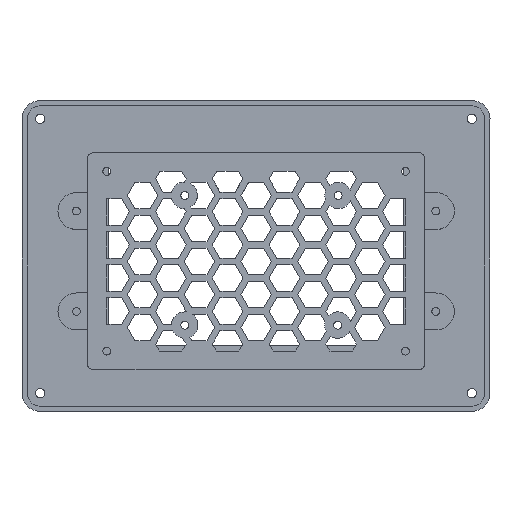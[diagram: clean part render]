
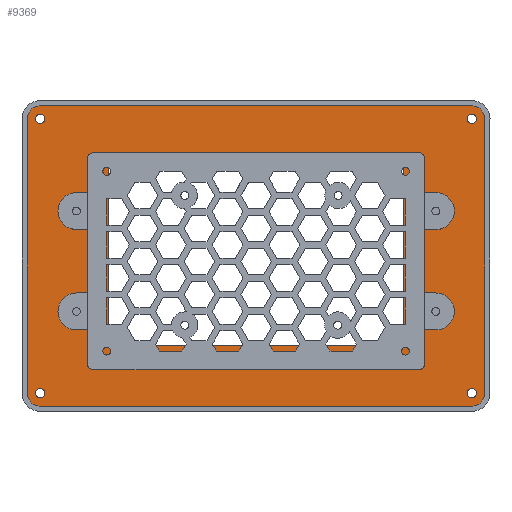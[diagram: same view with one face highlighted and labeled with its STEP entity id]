
A CAD part, top view. The second image highlights one B-rep face of the part: STEP entity #9369.
In plain terms, the highlighted planar face has unit normal (0, 0, 1).
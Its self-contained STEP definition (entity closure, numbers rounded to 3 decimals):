
#38=FACE_BOUND('',#3187,.T.);
#39=FACE_BOUND('',#3188,.T.);
#40=FACE_BOUND('',#3189,.T.);
#41=FACE_BOUND('',#3190,.T.);
#42=FACE_BOUND('',#3191,.T.);
#43=FACE_BOUND('',#3192,.T.);
#44=FACE_BOUND('',#3193,.T.);
#45=FACE_BOUND('',#3194,.T.);
#46=FACE_BOUND('',#3195,.T.);
#197=LINE('',#12993,#1417);
#198=LINE('',#12997,#1418);
#199=LINE('',#13001,#1419);
#200=LINE('',#13004,#1420);
#201=LINE('',#13011,#1421);
#202=LINE('',#13015,#1422);
#203=LINE('',#13019,#1423);
#204=LINE('',#13023,#1424);
#1417=VECTOR('',#10527,10.);
#1418=VECTOR('',#10530,10.);
#1419=VECTOR('',#10533,10.);
#1420=VECTOR('',#10536,10.);
#1421=VECTOR('',#10541,10.);
#1422=VECTOR('',#10544,10.);
#1423=VECTOR('',#10547,10.);
#1424=VECTOR('',#10550,10.);
#2710=FACE_OUTER_BOUND('',#3186,.T.);
#3186=EDGE_LOOP('',(#6243,#6244,#6245,#6246,#6247,#6248,#6249,#6250));
#3187=EDGE_LOOP('',(#6251));
#3188=EDGE_LOOP('',(#6252));
#3189=EDGE_LOOP('',(#6253,#6254,#6255,#6256,#6257,#6258,#6259,#6260));
#3190=EDGE_LOOP('',(#6261));
#3191=EDGE_LOOP('',(#6262));
#3192=EDGE_LOOP('',(#6263));
#3193=EDGE_LOOP('',(#6264));
#3194=EDGE_LOOP('',(#6265));
#3195=EDGE_LOOP('',(#6266));
#3817=CIRCLE('',#9876,4.);
#3818=CIRCLE('',#9879,4.9);
#3819=CIRCLE('',#9880,4.9);
#3820=CIRCLE('',#9881,4.9);
#3821=CIRCLE('',#9882,4.9);
#3822=CIRCLE('',#9883,4.);
#3823=CIRCLE('',#9884,4.);
#3824=CIRCLE('',#9885,1.2);
#3825=CIRCLE('',#9886,1.2);
#3826=CIRCLE('',#9887,1.2);
#3827=CIRCLE('',#9888,1.2);
#3828=CIRCLE('',#9889,1.8);
#3829=CIRCLE('',#9890,1.8);
#3830=CIRCLE('',#9891,1.8);
#3831=CIRCLE('',#9892,1.8);
#3832=CIRCLE('',#9893,4.);
#3962=VERTEX_POINT('',#12984);
#3963=VERTEX_POINT('',#12989);
#3964=VERTEX_POINT('',#12990);
#3965=VERTEX_POINT('',#12992);
#3966=VERTEX_POINT('',#12994);
#3967=VERTEX_POINT('',#12996);
#3968=VERTEX_POINT('',#12998);
#3969=VERTEX_POINT('',#13000);
#3970=VERTEX_POINT('',#13002);
#3971=VERTEX_POINT('',#13005);
#3972=VERTEX_POINT('',#13007);
#3973=VERTEX_POINT('',#13009);
#3974=VERTEX_POINT('',#13010);
#3975=VERTEX_POINT('',#13012);
#3976=VERTEX_POINT('',#13014);
#3977=VERTEX_POINT('',#13016);
#3978=VERTEX_POINT('',#13018);
#3979=VERTEX_POINT('',#13020);
#3980=VERTEX_POINT('',#13022);
#3981=VERTEX_POINT('',#13025);
#3982=VERTEX_POINT('',#13027);
#3983=VERTEX_POINT('',#13029);
#3984=VERTEX_POINT('',#13031);
#3985=VERTEX_POINT('',#13033);
#4870=EDGE_CURVE('',#3962,#3962,#3817,.T.);
#4871=EDGE_CURVE('',#3963,#3964,#3818,.T.);
#4872=EDGE_CURVE('',#3964,#3965,#197,.T.);
#4873=EDGE_CURVE('',#3965,#3966,#3819,.T.);
#4874=EDGE_CURVE('',#3966,#3967,#198,.T.);
#4875=EDGE_CURVE('',#3967,#3968,#3820,.T.);
#4876=EDGE_CURVE('',#3968,#3969,#199,.T.);
#4877=EDGE_CURVE('',#3969,#3970,#3821,.T.);
#4878=EDGE_CURVE('',#3970,#3963,#200,.T.);
#4879=EDGE_CURVE('',#3971,#3971,#3822,.T.);
#4880=EDGE_CURVE('',#3972,#3972,#3823,.T.);
#4881=EDGE_CURVE('',#3973,#3974,#201,.T.);
#4882=EDGE_CURVE('',#3975,#3974,#3824,.T.);
#4883=EDGE_CURVE('',#3975,#3976,#202,.T.);
#4884=EDGE_CURVE('',#3977,#3976,#3825,.T.);
#4885=EDGE_CURVE('',#3977,#3978,#203,.T.);
#4886=EDGE_CURVE('',#3979,#3978,#3826,.T.);
#4887=EDGE_CURVE('',#3979,#3980,#204,.T.);
#4888=EDGE_CURVE('',#3973,#3980,#3827,.T.);
#4889=EDGE_CURVE('',#3981,#3981,#3828,.T.);
#4890=EDGE_CURVE('',#3982,#3982,#3829,.T.);
#4891=EDGE_CURVE('',#3983,#3983,#3830,.T.);
#4892=EDGE_CURVE('',#3984,#3984,#3831,.T.);
#4893=EDGE_CURVE('',#3985,#3985,#3832,.T.);
#6243=ORIENTED_EDGE('',*,*,#4871,.T.);
#6244=ORIENTED_EDGE('',*,*,#4872,.T.);
#6245=ORIENTED_EDGE('',*,*,#4873,.T.);
#6246=ORIENTED_EDGE('',*,*,#4874,.T.);
#6247=ORIENTED_EDGE('',*,*,#4875,.T.);
#6248=ORIENTED_EDGE('',*,*,#4876,.T.);
#6249=ORIENTED_EDGE('',*,*,#4877,.T.);
#6250=ORIENTED_EDGE('',*,*,#4878,.T.);
#6251=ORIENTED_EDGE('',*,*,#4879,.T.);
#6252=ORIENTED_EDGE('',*,*,#4880,.T.);
#6253=ORIENTED_EDGE('',*,*,#4881,.T.);
#6254=ORIENTED_EDGE('',*,*,#4882,.F.);
#6255=ORIENTED_EDGE('',*,*,#4883,.T.);
#6256=ORIENTED_EDGE('',*,*,#4884,.F.);
#6257=ORIENTED_EDGE('',*,*,#4885,.T.);
#6258=ORIENTED_EDGE('',*,*,#4886,.F.);
#6259=ORIENTED_EDGE('',*,*,#4887,.T.);
#6260=ORIENTED_EDGE('',*,*,#4888,.F.);
#6261=ORIENTED_EDGE('',*,*,#4889,.T.);
#6262=ORIENTED_EDGE('',*,*,#4890,.T.);
#6263=ORIENTED_EDGE('',*,*,#4891,.T.);
#6264=ORIENTED_EDGE('',*,*,#4892,.T.);
#6265=ORIENTED_EDGE('',*,*,#4893,.T.);
#6266=ORIENTED_EDGE('',*,*,#4870,.T.);
#8968=PLANE('',#9878);
#9369=ADVANCED_FACE('',(#2710,#38,#39,#40,#41,#42,#43,#44,#45,#46),#8968,
 .T.);
#9876=AXIS2_PLACEMENT_3D('',#12986,#10519,#10520);
#9878=AXIS2_PLACEMENT_3D('',#12988,#10523,#10524);
#9879=AXIS2_PLACEMENT_3D('',#12991,#10525,#10526);
#9880=AXIS2_PLACEMENT_3D('',#12995,#10528,#10529);
#9881=AXIS2_PLACEMENT_3D('',#12999,#10531,#10532);
#9882=AXIS2_PLACEMENT_3D('',#13003,#10534,#10535);
#9883=AXIS2_PLACEMENT_3D('',#13006,#10537,#10538);
#9884=AXIS2_PLACEMENT_3D('',#13008,#10539,#10540);
#9885=AXIS2_PLACEMENT_3D('',#13013,#10542,#10543);
#9886=AXIS2_PLACEMENT_3D('',#13017,#10545,#10546);
#9887=AXIS2_PLACEMENT_3D('',#13021,#10548,#10549);
#9888=AXIS2_PLACEMENT_3D('',#13024,#10551,#10552);
#9889=AXIS2_PLACEMENT_3D('',#13026,#10553,#10554);
#9890=AXIS2_PLACEMENT_3D('',#13028,#10555,#10556);
#9891=AXIS2_PLACEMENT_3D('',#13030,#10557,#10558);
#9892=AXIS2_PLACEMENT_3D('',#13032,#10559,#10560);
#9893=AXIS2_PLACEMENT_3D('',#13034,#10561,#10562);
#10519=DIRECTION('center_axis',(0.,0.,-1.));
#10520=DIRECTION('ref_axis',(-1.,0.,0.));
#10523=DIRECTION('center_axis',(0.,0.,1.));
#10524=DIRECTION('ref_axis',(1.,0.,0.));
#10525=DIRECTION('center_axis',(0.,0.,1.));
#10526=DIRECTION('ref_axis',(1.,0.,0.));
#10527=DIRECTION('',(0.,-1.,0.));
#10528=DIRECTION('center_axis',(0.,0.,1.));
#10529=DIRECTION('ref_axis',(1.,0.,0.));
#10530=DIRECTION('',(1.,0.,0.));
#10531=DIRECTION('center_axis',(0.,0.,1.));
#10532=DIRECTION('ref_axis',(1.,0.,0.));
#10533=DIRECTION('',(0.,1.,0.));
#10534=DIRECTION('center_axis',(0.,0.,1.));
#10535=DIRECTION('ref_axis',(1.,0.,0.));
#10536=DIRECTION('',(-1.,0.,0.));
#10537=DIRECTION('center_axis',(0.,0.,-1.));
#10538=DIRECTION('ref_axis',(-1.,0.,0.));
#10539=DIRECTION('center_axis',(0.,0.,-1.));
#10540=DIRECTION('ref_axis',(-1.,0.,0.));
#10541=DIRECTION('',(0.,1.,0.));
#10542=DIRECTION('center_axis',(0.,0.,1.));
#10543=DIRECTION('ref_axis',(-0.707,0.707,0.));
#10544=DIRECTION('',(1.,0.,0.));
#10545=DIRECTION('center_axis',(0.,0.,1.));
#10546=DIRECTION('ref_axis',(0.707,0.707,0.));
#10547=DIRECTION('',(0.,-1.,0.));
#10548=DIRECTION('center_axis',(0.,0.,1.));
#10549=DIRECTION('ref_axis',(0.707,-0.707,0.));
#10550=DIRECTION('',(-1.,0.,0.));
#10551=DIRECTION('center_axis',(0.,0.,1.));
#10552=DIRECTION('ref_axis',(-0.707,-0.707,0.));
#10553=DIRECTION('center_axis',(0.,0.,-1.));
#10554=DIRECTION('ref_axis',(1.,0.,0.));
#10555=DIRECTION('center_axis',(0.,0.,-1.));
#10556=DIRECTION('ref_axis',(1.,0.,0.));
#10557=DIRECTION('center_axis',(0.,0.,-1.));
#10558=DIRECTION('ref_axis',(1.,0.,0.));
#10559=DIRECTION('center_axis',(0.,0.,-1.));
#10560=DIRECTION('ref_axis',(1.,0.,0.));
#10561=DIRECTION('center_axis',(0.,0.,-1.));
#10562=DIRECTION('ref_axis',(-1.,0.,0.));
#12984=CARTESIAN_POINT('',(72.05,-21.,2.));
#12986=CARTESIAN_POINT('Origin',(68.05,-21.,2.));
#12988=CARTESIAN_POINT('Origin',(0.,0.,
2.));
#12989=CARTESIAN_POINT('',(-81.65,56.813,2.));
#12990=CARTESIAN_POINT('',(-86.55,51.913,2.));
#12991=CARTESIAN_POINT('Origin',(-81.65,51.913,2.));
#12992=CARTESIAN_POINT('',(-86.55,-51.912,2.));
#12993=CARTESIAN_POINT('',(-86.55,51.913,2.));
#12994=CARTESIAN_POINT('',(-81.65,-56.812,2.));
#12995=CARTESIAN_POINT('Origin',(-81.65,-51.912,2.));
#12996=CARTESIAN_POINT('',(81.65,-56.812,2.));
#12997=CARTESIAN_POINT('',(-81.65,-56.812,2.));
#12998=CARTESIAN_POINT('',(86.55,-51.912,2.));
#12999=CARTESIAN_POINT('Origin',(81.65,-51.912,2.));
#13000=CARTESIAN_POINT('',(86.55,51.913,2.));
#13001=CARTESIAN_POINT('',(86.55,51.913,2.));
#13002=CARTESIAN_POINT('',(81.65,56.812,2.));
#13003=CARTESIAN_POINT('Origin',(81.65,51.912,2.));
#13004=CARTESIAN_POINT('',(-81.65,56.813,2.));
#13005=CARTESIAN_POINT('',(-63.95,17.,2.));
#13006=CARTESIAN_POINT('Origin',(-67.95,17.,2.));
#13007=CARTESIAN_POINT('',(-63.95,-21.,2.));
#13008=CARTESIAN_POINT('Origin',(-67.95,-21.,2.));
#13009=CARTESIAN_POINT('',(-56.,-32.8,2.));
#13010=CARTESIAN_POINT('',(-56.,32.8,2.));
#13011=CARTESIAN_POINT('',(-56.,-17.,2.));
#13012=CARTESIAN_POINT('',(-54.8,34.,2.));
#13013=CARTESIAN_POINT('Origin',(-54.8,32.8,2.));
#13014=CARTESIAN_POINT('',(54.8,34.,2.));
#13015=CARTESIAN_POINT('',(-28.,34.,2.));
#13016=CARTESIAN_POINT('',(56.,32.8,2.));
#13017=CARTESIAN_POINT('Origin',(54.8,32.8,2.));
#13018=CARTESIAN_POINT('',(56.,-32.8,2.));
#13019=CARTESIAN_POINT('',(56.,17.,2.));
#13020=CARTESIAN_POINT('',(54.8,-34.,2.));
#13021=CARTESIAN_POINT('Origin',(54.8,-32.8,2.));
#13022=CARTESIAN_POINT('',(-54.8,-34.,2.));
#13023=CARTESIAN_POINT('',(28.,-34.,2.));
#13024=CARTESIAN_POINT('Origin',(-54.8,-32.8,2.));
#13025=CARTESIAN_POINT('',(79.85,51.912,2.));
#13026=CARTESIAN_POINT('Origin',(81.65,51.912,2.));
#13027=CARTESIAN_POINT('',(79.85,-51.913,2.));
#13028=CARTESIAN_POINT('Origin',(81.65,-51.913,2.));
#13029=CARTESIAN_POINT('',(-83.45,-51.912,2.));
#13030=CARTESIAN_POINT('Origin',(-81.65,-51.912,2.));
#13031=CARTESIAN_POINT('',(-83.45,51.913,2.));
#13032=CARTESIAN_POINT('Origin',(-81.65,51.913,2.));
#13033=CARTESIAN_POINT('',(72.05,17.,2.));
#13034=CARTESIAN_POINT('Origin',(68.05,17.,2.));
